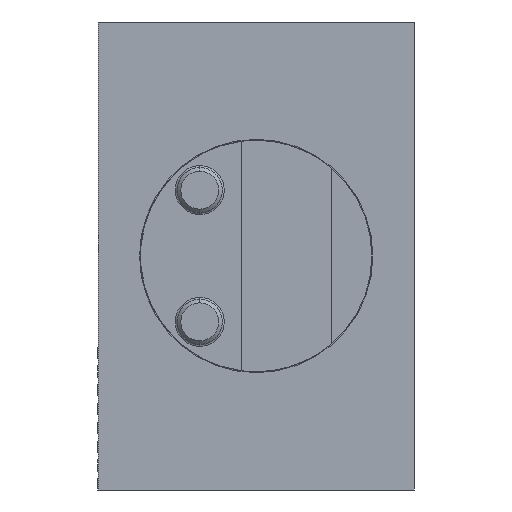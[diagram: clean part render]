
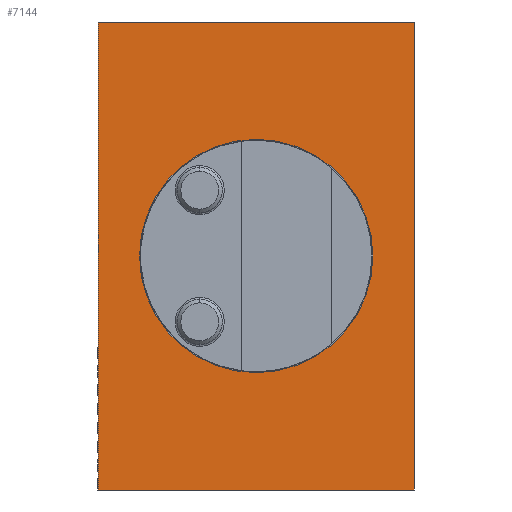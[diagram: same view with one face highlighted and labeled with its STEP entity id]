
A CAD part, front view. The second image highlights one B-rep face of the part: STEP entity #7144.
In plain terms, the highlighted planar face has unit normal (0, -1, 0).
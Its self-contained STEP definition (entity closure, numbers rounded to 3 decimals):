
#270 = CARTESIAN_POINT ( 'NONE',  ( 42., -39.27, -62.2 ) ) ;
#360 = DIRECTION ( 'NONE',  ( -1., 0., 0. ) ) ;
#427 = ORIENTED_EDGE ( 'NONE', *, *, #3538, .F. ) ;
#604 = VECTOR ( 'NONE', #1909, 1000. ) ;
#607 = DIRECTION ( 'NONE',  ( 0., -1., 0. ) ) ;
#983 = CARTESIAN_POINT ( 'NONE',  ( -31., -39.27, 0. ) ) ;
#1102 = CARTESIAN_POINT ( 'NONE',  ( 0., -39.27, 0. ) ) ;
#1154 = VERTEX_POINT ( 'NONE', #7126 ) ;
#1228 = EDGE_LOOP ( 'NONE', ( #5708, #3292 ) ) ;
#1492 = CARTESIAN_POINT ( 'NONE',  ( 42., -39.27, -62.2 ) ) ;
#1681 = AXIS2_PLACEMENT_3D ( 'NONE', #1102, #607, #4092 ) ;
#1736 = LINE ( 'NONE', #5438, #4551 ) ;
#1893 = DIRECTION ( 'NONE',  ( -1., 0., 0. ) ) ;
#1909 = DIRECTION ( 'NONE',  ( 1., 0., 0. ) ) ;
#2029 = CARTESIAN_POINT ( 'NONE',  ( 31., -39.27, 0. ) ) ;
#2055 = CARTESIAN_POINT ( 'NONE',  ( 0., -39.27, 0. ) ) ;
#2242 = AXIS2_PLACEMENT_3D ( 'NONE', #4716, #4174, #1893 ) ;
#2427 = EDGE_CURVE ( 'NONE', #6233, #7312, #2520, .T. ) ;
#2496 = LINE ( 'NONE', #6055, #6609 ) ;
#2503 = FACE_OUTER_BOUND ( 'NONE', #5811, .T. ) ;
#2520 = CIRCLE ( 'NONE', #1681, 31. ) ;
#2619 = ORIENTED_EDGE ( 'NONE', *, *, #6208, .F. ) ;
#3048 = CARTESIAN_POINT ( 'NONE',  ( -42., -39.27, 62.2 ) ) ;
#3066 = VECTOR ( 'NONE', #6658, 1000. ) ;
#3167 = DIRECTION ( 'NONE',  ( -1., 0., 0. ) ) ;
#3292 = ORIENTED_EDGE ( 'NONE', *, *, #2427, .F. ) ;
#3538 = EDGE_CURVE ( 'NONE', #5307, #5646, #2496, .T. ) ;
#3626 = VERTEX_POINT ( 'NONE', #270 ) ;
#3759 = LINE ( 'NONE', #3048, #604 ) ;
#3921 = CARTESIAN_POINT ( 'NONE',  ( -42., -39.27, -62.2 ) ) ;
#4085 = CIRCLE ( 'NONE', #7152, 31. ) ;
#4092 = DIRECTION ( 'NONE',  ( -1., 0., 0. ) ) ;
#4101 = EDGE_CURVE ( 'NONE', #5646, #1154, #3759, .T. ) ;
#4172 = DIRECTION ( 'NONE',  ( 0., 0., 1. ) ) ;
#4174 = DIRECTION ( 'NONE',  ( 0., 1., 0. ) ) ;
#4551 = VECTOR ( 'NONE', #3167, 1000. ) ;
#4716 = CARTESIAN_POINT ( 'NONE',  ( -42., -39.27, -62.2 ) ) ;
#4868 = EDGE_CURVE ( 'NONE', #7312, #6233, #4085, .T. ) ;
#5096 = ORIENTED_EDGE ( 'NONE', *, *, #5126, .F. ) ;
#5126 = EDGE_CURVE ( 'NONE', #3626, #5307, #1736, .T. ) ;
#5268 = PLANE ( 'NONE',  #2242 ) ;
#5307 = VERTEX_POINT ( 'NONE', #3921 ) ;
#5438 = CARTESIAN_POINT ( 'NONE',  ( -42., -39.27, -62.2 ) ) ;
#5646 = VERTEX_POINT ( 'NONE', #7280 ) ;
#5708 = ORIENTED_EDGE ( 'NONE', *, *, #4868, .F. ) ;
#5811 = EDGE_LOOP ( 'NONE', ( #2619, #6838, #427, #5096 ) ) ;
#6055 = CARTESIAN_POINT ( 'NONE',  ( -42., -39.27, -62.2 ) ) ;
#6208 = EDGE_CURVE ( 'NONE', #1154, #3626, #6905, .T. ) ;
#6233 = VERTEX_POINT ( 'NONE', #2029 ) ;
#6609 = VECTOR ( 'NONE', #4172, 1000. ) ;
#6658 = DIRECTION ( 'NONE',  ( 0., 0., -1. ) ) ;
#6838 = ORIENTED_EDGE ( 'NONE', *, *, #4101, .F. ) ;
#6905 = LINE ( 'NONE', #1492, #3066 ) ;
#6982 = FACE_BOUND ( 'NONE', #1228, .T. ) ;
#7126 = CARTESIAN_POINT ( 'NONE',  ( 42., -39.27, 62.2 ) ) ;
#7144 = ADVANCED_FACE ( 'NONE', ( #2503, #6982 ), #5268, .F. ) ;
#7152 = AXIS2_PLACEMENT_3D ( 'NONE', #2055, #7311, #360 ) ;
#7280 = CARTESIAN_POINT ( 'NONE',  ( -42., -39.27, 62.2 ) ) ;
#7311 = DIRECTION ( 'NONE',  ( 0., -1., 0. ) ) ;
#7312 = VERTEX_POINT ( 'NONE', #983 ) ;
